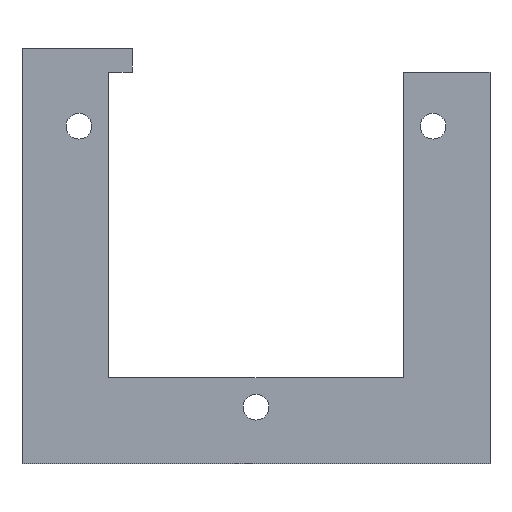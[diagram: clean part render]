
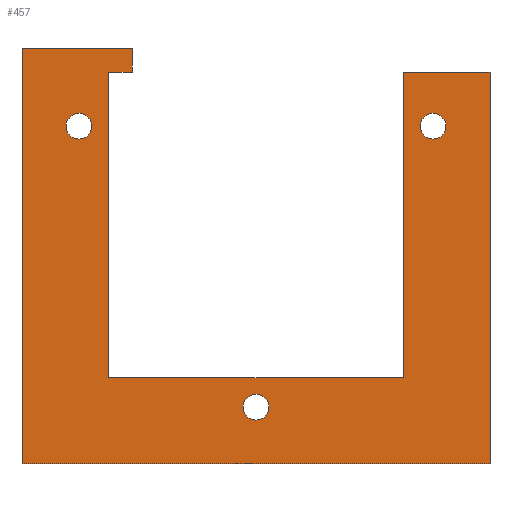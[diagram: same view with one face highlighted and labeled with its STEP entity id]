
A CAD part, top view. The second image highlights one B-rep face of the part: STEP entity #457.
In plain terms, the highlighted planar face has unit normal (0, 0, 1).
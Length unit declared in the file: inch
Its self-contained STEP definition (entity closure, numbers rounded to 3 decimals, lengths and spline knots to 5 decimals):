
#16 = LINE ( 'NONE', #810, #105 ) ;
#17 = VECTOR ( 'NONE', #186, 39.37008 ) ;
#35 = VECTOR ( 'NONE', #346, 39.37008 ) ;
#36 = CARTESIAN_POINT ( 'NONE',  ( 294.45824, 135.04537, 0.03125 ) ) ;
#43 = DIRECTION ( 'NONE',  ( 0., 0., 1. ) ) ;
#53 = LINE ( 'NONE', #809, #35 ) ;
#54 = CIRCLE ( 'NONE', #787, 0.054 ) ;
#59 = CARTESIAN_POINT ( 'NONE',  ( 0., 0., 0.03125 ) ) ;
#66 = CARTESIAN_POINT ( 'NONE',  ( 295.44474, 133.53287, 0.03125 ) ) ;
#70 = DIRECTION ( 'NONE',  ( 0., 1., 0. ) ) ;
#77 = AXIS2_PLACEMENT_3D ( 'NONE', #795, #330, #850 ) ;
#78 = EDGE_CURVE ( 'NONE', #238, #684, #284, .T. ) ;
#82 = EDGE_CURVE ( 'NONE', #126, #697, #310, .T. ) ;
#83 = CARTESIAN_POINT ( 'NONE',  ( 294.92324, 134.94537, 0.03125 ) ) ;
#85 = DIRECTION ( 'NONE',  ( 0., 0., 1. ) ) ;
#86 = VECTOR ( 'NONE', #70, 39.37008 ) ;
#89 = LINE ( 'NONE', #947, #86 ) ;
#105 = VECTOR ( 'NONE', #570, 39.37008 ) ;
#111 = AXIS2_PLACEMENT_3D ( 'NONE', #557, #85, #642 ) ;
#118 = VERTEX_POINT ( 'NONE', #229 ) ;
#123 = LINE ( 'NONE', #190, #17 ) ;
#126 = VERTEX_POINT ( 'NONE', #832 ) ;
#129 = LINE ( 'NONE', #83, #157 ) ;
#132 = EDGE_CURVE ( 'NONE', #421, #710, #89, .T. ) ;
#142 = DIRECTION ( 'NONE',  ( -1., 0., 0. ) ) ;
#146 = EDGE_CURVE ( 'NONE', #192, #545, #279, .T. ) ;
#149 = DIRECTION ( 'NONE',  ( 1., 0., 0. ) ) ;
#153 = AXIS2_PLACEMENT_3D ( 'NONE', #444, #933, #520 ) ;
#156 = CIRCLE ( 'NONE', #153, 0.054 ) ;
#157 = VECTOR ( 'NONE', #168, 39.37008 ) ;
#158 = CIRCLE ( 'NONE', #111, 0.054 ) ;
#165 = ORIENTED_EDGE ( 'NONE', *, *, #306, .T. ) ;
#168 = DIRECTION ( 'NONE',  ( 1., 0., 0. ) ) ;
#186 = DIRECTION ( 'NONE',  ( 0., 1., 0. ) ) ;
#190 = CARTESIAN_POINT ( 'NONE',  ( 294.82324, 133.65637, 0.03125 ) ) ;
#192 = VERTEX_POINT ( 'NONE', #36 ) ;
#229 = CARTESIAN_POINT ( 'NONE',  ( 296.13724, 134.71737, 0.03125 ) ) ;
#238 = VERTEX_POINT ( 'NONE', #492 ) ;
#241 = EDGE_CURVE ( 'NONE', #710, #683, #16, .T. ) ;
#244 = VECTOR ( 'NONE', #646, 39.37008 ) ;
#246 = EDGE_CURVE ( 'NONE', #697, #595, #123, .T. ) ;
#262 = VECTOR ( 'NONE', #733, 39.37008 ) ;
#272 = ORIENTED_EDGE ( 'NONE', *, *, #82, .T. ) ;
#279 = LINE ( 'NONE', #623, #262 ) ;
#282 = VECTOR ( 'NONE', #881, 39.37008 ) ;
#284 = CIRCLE ( 'NONE', #586, 0.054 ) ;
#303 = CARTESIAN_POINT ( 'NONE',  ( 294.92324, 134.94537, 0.03125 ) ) ;
#306 = EDGE_CURVE ( 'NONE', #545, #421, #53, .T. ) ;
#310 = LINE ( 'NONE', #532, #282 ) ;
#330 = DIRECTION ( 'NONE',  ( 0., 0., 1. ) ) ;
#336 = EDGE_CURVE ( 'NONE', #684, #238, #54, .T. ) ;
#346 = DIRECTION ( 'NONE',  ( 1., 0., 0. ) ) ;
#351 = CARTESIAN_POINT ( 'NONE',  ( 294.45824, 135.04537, 0.03125 ) ) ;
#363 = CARTESIAN_POINT ( 'NONE',  ( 296.06624, 134.94537, 0.03125 ) ) ;
#369 = CARTESIAN_POINT ( 'NONE',  ( 296.06624, 134.94537, 0.03125 ) ) ;
#383 = VECTOR ( 'NONE', #819, 39.37008 ) ;
#391 = ORIENTED_EDGE ( 'NONE', *, *, #939, .T. ) ;
#396 = CARTESIAN_POINT ( 'NONE',  ( 294.75224, 134.71737, 0.03125 ) ) ;
#398 = EDGE_CURVE ( 'NONE', #595, #473, #129, .T. ) ;
#405 = ORIENTED_EDGE ( 'NONE', *, *, #446, .F. ) ;
#409 = CARTESIAN_POINT ( 'NONE',  ( 296.19124, 134.71737, 0.03125 ) ) ;
#410 = ORIENTED_EDGE ( 'NONE', *, *, #762, .F. ) ;
#417 = LINE ( 'NONE', #363, #383 ) ;
#421 = VERTEX_POINT ( 'NONE', #781 ) ;
#428 = ORIENTED_EDGE ( 'NONE', *, *, #241, .T. ) ;
#437 = ORIENTED_EDGE ( 'NONE', *, *, #824, .T. ) ;
#438 = VERTEX_POINT ( 'NONE', #396 ) ;
#444 = CARTESIAN_POINT ( 'NONE',  ( 294.69824, 134.71737, 0.03125 ) ) ;
#446 = EDGE_CURVE ( 'NONE', #438, #626, #156, .T. ) ;
#448 = CARTESIAN_POINT ( 'NONE',  ( 294.64424, 134.71737, 0.03125 ) ) ;
#454 = EDGE_LOOP ( 'NONE', ( #410, #405 ) ) ;
#457 = ADVANCED_FACE ( 'NONE', ( #751, #491, #791, #490 ), #601, .F. ) ;
#463 = EDGE_LOOP ( 'NONE', ( #541, #272, #513, #465, #437, #391, #705, #165, #500, #428 ) ) ;
#465 = ORIENTED_EDGE ( 'NONE', *, *, #398, .T. ) ;
#473 = VERTEX_POINT ( 'NONE', #303 ) ;
#487 = DIRECTION ( 'NONE',  ( 1., 0., 0. ) ) ;
#490 = FACE_BOUND ( 'NONE', #454, .T. ) ;
#491 = FACE_OUTER_BOUND ( 'NONE', #463, .T. ) ;
#492 = CARTESIAN_POINT ( 'NONE',  ( 295.39074, 133.53287, 0.03125 ) ) ;
#493 = EDGE_LOOP ( 'NONE', ( #686, #583 ) ) ;
#495 = EDGE_CURVE ( 'NONE', #725, #118, #719, .T. ) ;
#499 = CARTESIAN_POINT ( 'NONE',  ( 294.82324, 134.94537, 0.03125 ) ) ;
#500 = ORIENTED_EDGE ( 'NONE', *, *, #132, .T. ) ;
#506 = CARTESIAN_POINT ( 'NONE',  ( 295.44474, 133.53287, 0.03125 ) ) ;
#513 = ORIENTED_EDGE ( 'NONE', *, *, #246, .T. ) ;
#520 = DIRECTION ( 'NONE',  ( 1., 0., 0. ) ) ;
#532 = CARTESIAN_POINT ( 'NONE',  ( 296.06624, 133.65637, 0.03125 ) ) ;
#541 = ORIENTED_EDGE ( 'NONE', *, *, #652, .T. ) ;
#545 = VERTEX_POINT ( 'NONE', #909 ) ;
#557 = CARTESIAN_POINT ( 'NONE',  ( 294.69824, 134.71737, 0.03125 ) ) ;
#561 = AXIS2_PLACEMENT_3D ( 'NONE', #59, #606, #142 ) ;
#564 = CARTESIAN_POINT ( 'NONE',  ( 294.92324, 134.94537, 0.03125 ) ) ;
#566 = ORIENTED_EDGE ( 'NONE', *, *, #495, .F. ) ;
#569 = ORIENTED_EDGE ( 'NONE', *, *, #784, .F. ) ;
#570 = DIRECTION ( 'NONE',  ( -1., 0., 0. ) ) ;
#582 = DIRECTION ( 'NONE',  ( 1., 0., 0. ) ) ;
#583 = ORIENTED_EDGE ( 'NONE', *, *, #336, .F. ) ;
#586 = AXIS2_PLACEMENT_3D ( 'NONE', #66, #621, #149 ) ;
#595 = VERTEX_POINT ( 'NONE', #499 ) ;
#601 = PLANE ( 'NONE',  #561 ) ;
#606 = DIRECTION ( 'NONE',  ( 0., 0., -1. ) ) ;
#621 = DIRECTION ( 'NONE',  ( 0., 0., 1. ) ) ;
#622 = CARTESIAN_POINT ( 'NONE',  ( 296.43124, 134.94537, 0.03125 ) ) ;
#623 = CARTESIAN_POINT ( 'NONE',  ( 294.45824, 135.04537, 0.03125 ) ) ;
#626 = VERTEX_POINT ( 'NONE', #448 ) ;
#642 = DIRECTION ( 'NONE',  ( 1., 0., 0. ) ) ;
#646 = DIRECTION ( 'NONE',  ( 0., 1., 0. ) ) ;
#652 = EDGE_CURVE ( 'NONE', #683, #126, #417, .T. ) ;
#664 = EDGE_LOOP ( 'NONE', ( #569, #566 ) ) ;
#683 = VERTEX_POINT ( 'NONE', #369 ) ;
#684 = VERTEX_POINT ( 'NONE', #821 ) ;
#686 = ORIENTED_EDGE ( 'NONE', *, *, #78, .F. ) ;
#697 = VERTEX_POINT ( 'NONE', #946 ) ;
#705 = ORIENTED_EDGE ( 'NONE', *, *, #146, .T. ) ;
#710 = VERTEX_POINT ( 'NONE', #622 ) ;
#719 = CIRCLE ( 'NONE', #77, 0.054 ) ;
#725 = VERTEX_POINT ( 'NONE', #887 ) ;
#733 = DIRECTION ( 'NONE',  ( 0., -1., 0. ) ) ;
#734 = VERTEX_POINT ( 'NONE', #837 ) ;
#751 = FACE_BOUND ( 'NONE', #664, .T. ) ;
#762 = EDGE_CURVE ( 'NONE', #626, #438, #158, .T. ) ;
#781 = CARTESIAN_POINT ( 'NONE',  ( 296.43124, 133.29537, 0.03125 ) ) ;
#784 = EDGE_CURVE ( 'NONE', #118, #725, #799, .T. ) ;
#785 = AXIS2_PLACEMENT_3D ( 'NONE', #409, #905, #487 ) ;
#787 = AXIS2_PLACEMENT_3D ( 'NONE', #506, #43, #582 ) ;
#791 = FACE_BOUND ( 'NONE', #493, .T. ) ;
#795 = CARTESIAN_POINT ( 'NONE',  ( 296.19124, 134.71737, 0.03125 ) ) ;
#799 = CIRCLE ( 'NONE', #785, 0.054 ) ;
#802 = LINE ( 'NONE', #564, #244 ) ;
#809 = CARTESIAN_POINT ( 'NONE',  ( 296.43124, 133.29537, 0.03125 ) ) ;
#810 = CARTESIAN_POINT ( 'NONE',  ( 296.06624, 134.94537, 0.03125 ) ) ;
#812 = DIRECTION ( 'NONE',  ( -1., 0., 0. ) ) ;
#819 = DIRECTION ( 'NONE',  ( 0., -1., 0. ) ) ;
#821 = CARTESIAN_POINT ( 'NONE',  ( 295.49874, 133.53287, 0.03125 ) ) ;
#824 = EDGE_CURVE ( 'NONE', #473, #734, #802, .T. ) ;
#832 = CARTESIAN_POINT ( 'NONE',  ( 296.06624, 133.65637, 0.03125 ) ) ;
#833 = VECTOR ( 'NONE', #812, 39.37008 ) ;
#836 = LINE ( 'NONE', #351, #833 ) ;
#837 = CARTESIAN_POINT ( 'NONE',  ( 294.92324, 135.04537, 0.03125 ) ) ;
#850 = DIRECTION ( 'NONE',  ( 1., 0., 0. ) ) ;
#881 = DIRECTION ( 'NONE',  ( -1., 0., 0. ) ) ;
#887 = CARTESIAN_POINT ( 'NONE',  ( 296.24524, 134.71737, 0.03125 ) ) ;
#905 = DIRECTION ( 'NONE',  ( 0., 0., 1. ) ) ;
#909 = CARTESIAN_POINT ( 'NONE',  ( 294.45824, 133.29537, 0.03125 ) ) ;
#933 = DIRECTION ( 'NONE',  ( 0., 0., 1. ) ) ;
#939 = EDGE_CURVE ( 'NONE', #734, #192, #836, .T. ) ;
#946 = CARTESIAN_POINT ( 'NONE',  ( 294.82324, 133.65637, 0.03125 ) ) ;
#947 = CARTESIAN_POINT ( 'NONE',  ( 296.43124, 134.94537, 0.03125 ) ) ;
